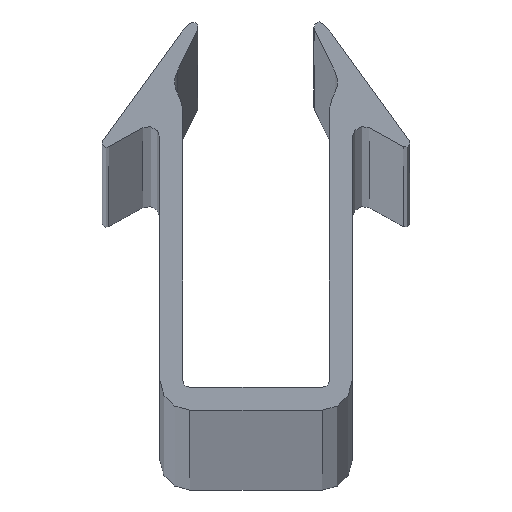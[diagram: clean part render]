
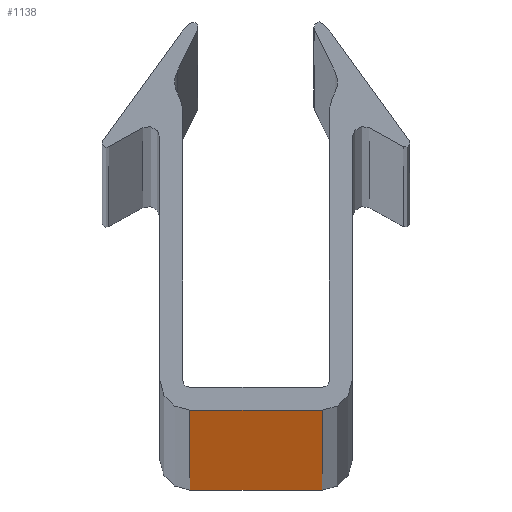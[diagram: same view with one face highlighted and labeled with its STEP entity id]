
A CAD part, top view. The second image highlights one B-rep face of the part: STEP entity #1138.
In plain terms, the highlighted planar face has unit normal (0, -1, 0).
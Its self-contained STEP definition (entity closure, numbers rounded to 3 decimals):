
#5 = VECTOR ( 'NONE', #593, 1000. ) ;
#103 = CARTESIAN_POINT ( 'NONE',  ( 9.624, 0., 0. ) ) ;
#105 = LINE ( 'NONE', #115, #5 ) ;
#115 = CARTESIAN_POINT ( 'NONE',  ( 9.624, 0., 0. ) ) ;
#135 = LINE ( 'NONE', #975, #698 ) ;
#212 = EDGE_LOOP ( 'NONE', ( #1035, #786, #886, #981 ) ) ;
#251 = EDGE_CURVE ( 'NONE', #869, #1093, #822, .T. ) ;
#271 = CARTESIAN_POINT ( 'NONE',  ( 9.624, 0., 2000. ) ) ;
#281 = DIRECTION ( 'NONE',  ( 0., 0., 1. ) ) ;
#287 = LINE ( 'NONE', #1154, #586 ) ;
#321 = EDGE_CURVE ( 'NONE', #869, #857, #287, .T. ) ;
#361 = AXIS2_PLACEMENT_3D ( 'NONE', #832, #664, #661 ) ;
#389 = FACE_OUTER_BOUND ( 'NONE', #212, .T. ) ;
#483 = PLANE ( 'NONE',  #361 ) ;
#586 = VECTOR ( 'NONE', #890, 1000. ) ;
#593 = DIRECTION ( 'NONE',  ( -1., 0., 0. ) ) ;
#635 = EDGE_CURVE ( 'NONE', #1093, #1033, #105, .T. ) ;
#661 = DIRECTION ( 'NONE',  ( 0., 0., 1. ) ) ;
#664 = DIRECTION ( 'NONE',  ( 0., 1., 0. ) ) ;
#698 = VECTOR ( 'NONE', #281, 1000. ) ;
#786 = ORIENTED_EDGE ( 'NONE', *, *, #321, .T. ) ;
#822 = LINE ( 'NONE', #271, #963 ) ;
#832 = CARTESIAN_POINT ( 'NONE',  ( 3.824, 0., 2000. ) ) ;
#857 = VERTEX_POINT ( 'NONE', #875 ) ;
#869 = VERTEX_POINT ( 'NONE', #962 ) ;
#875 = CARTESIAN_POINT ( 'NONE',  ( 3.824, 0., 2000. ) ) ;
#886 = ORIENTED_EDGE ( 'NONE', *, *, #956, .F. ) ;
#890 = DIRECTION ( 'NONE',  ( -1., 0., 0. ) ) ;
#956 = EDGE_CURVE ( 'NONE', #1033, #857, #135, .T. ) ;
#962 = CARTESIAN_POINT ( 'NONE',  ( 9.624, 0., 2000. ) ) ;
#963 = VECTOR ( 'NONE', #1070, 1000. ) ;
#975 = CARTESIAN_POINT ( 'NONE',  ( 3.824, 0., 2000. ) ) ;
#981 = ORIENTED_EDGE ( 'NONE', *, *, #635, .F. ) ;
#1033 = VERTEX_POINT ( 'NONE', #1083 ) ;
#1035 = ORIENTED_EDGE ( 'NONE', *, *, #251, .F. ) ;
#1070 = DIRECTION ( 'NONE',  ( 0., 0., -1. ) ) ;
#1083 = CARTESIAN_POINT ( 'NONE',  ( 3.824, 0., 0. ) ) ;
#1093 = VERTEX_POINT ( 'NONE', #103 ) ;
#1138 = ADVANCED_FACE ( 'NONE', ( #389 ), #483, .F. ) ;
#1154 = CARTESIAN_POINT ( 'NONE',  ( 9.624, 0., 2000. ) ) ;
